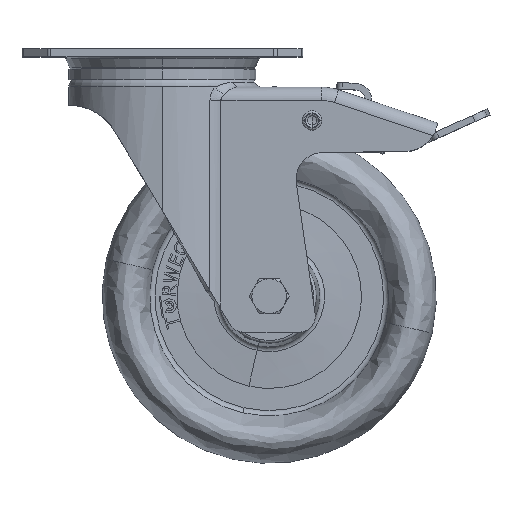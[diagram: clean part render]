
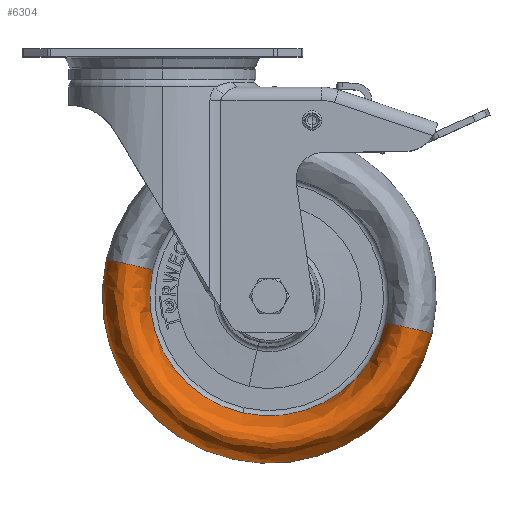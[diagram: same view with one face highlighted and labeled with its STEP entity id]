
A CAD part, top view. The second image highlights one B-rep face of the part: STEP entity #6304.
In plain terms, the highlighted free-form (B-spline) face has degree [3, 3] with [4, 4] control points.
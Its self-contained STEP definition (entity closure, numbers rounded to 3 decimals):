
#418 = CARTESIAN_POINT ( 'NONE',  ( -23.406, -169.915, 4.26 ) ) ;
#475 = CARTESIAN_POINT ( 'NONE',  ( -6.957, -81.871, 32.352 ) ) ;
#566 = EDGE_CURVE ( 'NONE', #14571, #10272, #1390, .T. ) ;
#1390 =( BOUNDED_CURVE ( )  B_SPLINE_CURVE ( 3, ( #27751, #12941, #475, #21558 ),
 .UNSPECIFIED., .F., .F. ) 
 B_SPLINE_CURVE_WITH_KNOTS ( ( 4, 4 ),
 ( 1.568, 4.473 ),
 .UNSPECIFIED. ) 
 CURVE ( )  GEOMETRIC_REPRESENTATION_ITEM ( )  RATIONAL_B_SPLINE_CURVE ( ( 1., 0.412, 0.412, 1. ) ) 
 REPRESENTATION_ITEM ( '' )  );
#1445 = DIRECTION ( 'NONE',  ( -0.221, -0.975, 0. ) ) ;
#3173 = CARTESIAN_POINT ( 'NONE',  ( 63.888, -189.674, 4.26 ) ) ;
#3531 = CARTESIAN_POINT ( 'NONE',  ( 65.7, -197.042, 32.352 ) ) ;
#5883 = CARTESIAN_POINT ( 'NONE',  ( 100.958, -106.298, 28.877 ) ) ;
#6280 = CARTESIAN_POINT ( 'NONE',  ( -3.647, -82.621, 4.26 ) ) ;
#6304 = ADVANCED_FACE ( 'NONE', ( #26528 ), #30743, .T. ) ;
#6712 = CARTESIAN_POINT ( 'NONE',  ( -20.958, -78.702, -0.036 ) ) ;
#6885 = CARTESIAN_POINT ( 'NONE',  ( 40., -92.5, 4.26 ) ) ;
#7977 = VERTEX_POINT ( 'NONE', #15697 ) ;
#8010 = AXIS2_PLACEMENT_3D ( 'NONE', #6885, #24850, #15875 ) ;
#9422 = CARTESIAN_POINT ( 'NONE',  ( -48.553, -200.618, 28.877 ) ) ;
#9888 = CARTESIAN_POINT ( 'NONE',  ( 30.121, -136.147, 4.26 ) ) ;
#10272 = VERTEX_POINT ( 'NONE', #27299 ) ;
#11336 = EDGE_CURVE ( 'NONE', #15407, #12687, #26090, .T. ) ;
#12539 = CARTESIAN_POINT ( 'NONE',  ( -20.958, -78.702, 28.877 ) ) ;
#12687 = VERTEX_POINT ( 'NONE', #9888 ) ;
#12714 = CARTESIAN_POINT ( 'NONE',  ( -48.553, -200.618, -0.036 ) ) ;
#12941 = CARTESIAN_POINT ( 'NONE',  ( -20.958, -78.702, 28.877 ) ) ;
#13068 = ORIENTED_EDGE ( 'NONE', *, *, #11336, .T. ) ;
#14571 = VERTEX_POINT ( 'NONE', #6712 ) ;
#15407 = VERTEX_POINT ( 'NONE', #15907 ) ;
#15662 = CARTESIAN_POINT ( 'NONE',  ( 83.647, -102.379, 4.26 ) ) ;
#15697 = CARTESIAN_POINT ( 'NONE',  ( 100.958, -106.298, -0.036 ) ) ;
#15875 = DIRECTION ( 'NONE',  ( 0.221, 0.975, 0. ) ) ;
#15907 = CARTESIAN_POINT ( 'NONE',  ( 83.647, -102.379, 4.26 ) ) ;
#17911 = ORIENTED_EDGE ( 'NONE', *, *, #18903, .T. ) ;
#18903 = EDGE_CURVE ( 'NONE', #12687, #10272, #30331, .T. ) ;
#19596 = DIRECTION ( 'NONE',  ( 0., 0., 1. ) ) ;
#19779 = CARTESIAN_POINT ( 'NONE',  ( 40., -92.5, -0.036 ) ) ;
#20085 = DIRECTION ( 'NONE',  ( 0., 0., -1. ) ) ;
#20194 = ORIENTED_EDGE ( 'NONE', *, *, #30010, .T. ) ;
#20297 = EDGE_LOOP ( 'NONE', ( #37298, #27415, #20194, #13068, #17911 ) ) ;
#20989 = CIRCLE ( 'NONE', #35858, 62.5 ) ;
#21558 = CARTESIAN_POINT ( 'NONE',  ( -3.647, -82.621, 4.26 ) ) ;
#21700 = CARTESIAN_POINT ( 'NONE',  ( -28.214, -175.785, 32.352 ) ) ;
#22403 = CARTESIAN_POINT ( 'NONE',  ( 40., -92.5, 4.26 ) ) ;
#24597 = CARTESIAN_POINT ( 'NONE',  ( 86.957, -103.129, 32.352 ) ) ;
#24621 = CARTESIAN_POINT ( 'NONE',  ( -6.957, -81.871, 32.352 ) ) ;
#24782 = CARTESIAN_POINT ( 'NONE',  ( 100.958, -106.298, 28.877 ) ) ;
#24850 = DIRECTION ( 'NONE',  ( 0., 0., -1. ) ) ;
#26090 = CIRCLE ( 'NONE', #8010, 44.751 ) ;
#26528 = FACE_OUTER_BOUND ( 'NONE', #20297, .T. ) ;
#26955 = CARTESIAN_POINT ( 'NONE',  ( 86.957, -103.129, 32.352 ) ) ;
#27299 = CARTESIAN_POINT ( 'NONE',  ( -3.647, -82.621, 4.26 ) ) ;
#27415 = ORIENTED_EDGE ( 'NONE', *, *, #32288, .T. ) ;
#27751 = CARTESIAN_POINT ( 'NONE',  ( -20.958, -78.702, -0.036 ) ) ;
#30010 = EDGE_CURVE ( 'NONE', #7977, #15407, #32210, .T. ) ;
#30331 = CIRCLE ( 'NONE', #35273, 44.751 ) ;
#30743 =( BOUNDED_SURFACE ( )  B_SPLINE_SURFACE ( 3, 3, ( 
 ( #35677, #33183, #12714, #35863 ),
 ( #5883, #36254, #9422, #12539 ),
 ( #26955, #3531, #21700, #24621 ),
 ( #15662, #3173, #418, #6280 ) ),
 .UNSPECIFIED., .F., .F., .F. ) 
 B_SPLINE_SURFACE_WITH_KNOTS ( ( 4, 4 ),
 ( 4, 4 ),
 ( 0., 1. ),
 ( 0., 1. ),
 .UNSPECIFIED. ) 
 GEOMETRIC_REPRESENTATION_ITEM ( )  RATIONAL_B_SPLINE_SURFACE ( (
 ( 1., 0.333, 0.333, 1.),
 ( 0.412, 0.137, 0.137, 0.412),
 ( 0.412, 0.137, 0.137, 0.412),
 ( 1., 0.333, 0.333, 1.) ) ) 
 REPRESENTATION_ITEM ( '' )  SURFACE ( )  );
#30961 = CARTESIAN_POINT ( 'NONE',  ( 100.958, -106.298, -0.036 ) ) ;
#31922 = DIRECTION ( 'NONE',  ( 0.221, 0.975, 0. ) ) ;
#32210 =( BOUNDED_CURVE ( )  B_SPLINE_CURVE ( 3, ( #30961, #24782, #24597, #36410 ),
 .UNSPECIFIED., .F., .F. ) 
 B_SPLINE_CURVE_WITH_KNOTS ( ( 4, 4 ),
 ( 1.568, 4.473 ),
 .UNSPECIFIED. ) 
 CURVE ( )  GEOMETRIC_REPRESENTATION_ITEM ( )  RATIONAL_B_SPLINE_CURVE ( ( 1., 0.412, 0.412, 1. ) ) 
 REPRESENTATION_ITEM ( '' )  );
#32288 = EDGE_CURVE ( 'NONE', #14571, #7977, #20989, .T. ) ;
#33183 = CARTESIAN_POINT ( 'NONE',  ( 73.363, -228.214, -0.036 ) ) ;
#35273 = AXIS2_PLACEMENT_3D ( 'NONE', #22403, #20085, #31922 ) ;
#35677 = CARTESIAN_POINT ( 'NONE',  ( 100.958, -106.298, -0.036 ) ) ;
#35858 = AXIS2_PLACEMENT_3D ( 'NONE', #19779, #19596, #1445 ) ;
#35863 = CARTESIAN_POINT ( 'NONE',  ( -20.958, -78.702, -0.036 ) ) ;
#36254 = CARTESIAN_POINT ( 'NONE',  ( 73.363, -228.214, 28.877 ) ) ;
#36410 = CARTESIAN_POINT ( 'NONE',  ( 83.647, -102.379, 4.26 ) ) ;
#37298 = ORIENTED_EDGE ( 'NONE', *, *, #566, .F. ) ;
